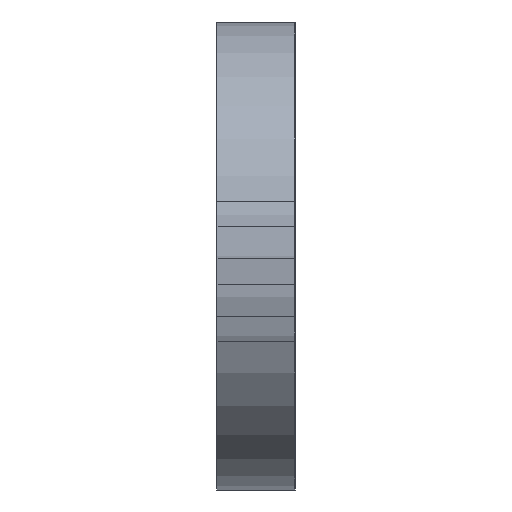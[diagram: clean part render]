
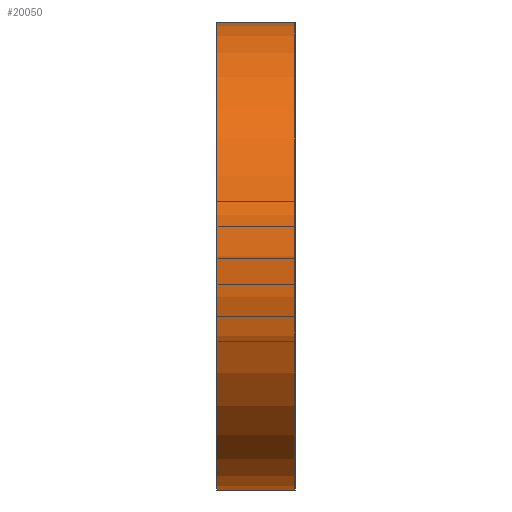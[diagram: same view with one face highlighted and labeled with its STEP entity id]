
A CAD part, left-side view. The second image highlights one B-rep face of the part: STEP entity #20050.
In plain terms, the highlighted cylindrical face has radius 38.1 mm (diameter 76.2 mm), a partial arc.
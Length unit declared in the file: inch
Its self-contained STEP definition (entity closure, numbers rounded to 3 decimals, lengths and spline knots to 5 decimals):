
#258 = VERTEX_POINT ( 'NONE', #4012 ) ;
#1043 = EDGE_CURVE ( 'NONE', #7407, #258, #6582, .T. ) ;
#1965 = DIRECTION ( 'NONE',  ( 0., 1., 0. ) ) ;
#3552 = CARTESIAN_POINT ( 'NONE',  ( -9.55006, 0.5, 0. ) ) ;
#4012 = CARTESIAN_POINT ( 'NONE',  ( -9.55006, 0.5, 1.5 ) ) ;
#4306 = DIRECTION ( 'NONE',  ( 0., 1., 0. ) ) ;
#5017 = FACE_OUTER_BOUND ( 'NONE', #15434, .T. ) ;
#5610 = AXIS2_PLACEMENT_3D ( 'NONE', #14557, #1965, #16664 ) ;
#5687 = DIRECTION ( 'NONE',  ( 0., 0., -1. ) ) ;
#6282 = CARTESIAN_POINT ( 'NONE',  ( -9.55006, 0., 1.5 ) ) ;
#6582 = CIRCLE ( 'NONE', #18688, 1.5 ) ;
#7407 = VERTEX_POINT ( 'NONE', #24300 ) ;
#7576 = EDGE_CURVE ( 'NONE', #258, #24377, #17832, .T. ) ;
#9544 = CARTESIAN_POINT ( 'NONE',  ( -9.55006, 0.5, -1.5 ) ) ;
#10067 = EDGE_CURVE ( 'NONE', #7407, #11319, #15177, .T. ) ;
#10098 = ORIENTED_EDGE ( 'NONE', *, *, #1043, .F. ) ;
#11319 = VERTEX_POINT ( 'NONE', #20073 ) ;
#12129 = ORIENTED_EDGE ( 'NONE', *, *, #7576, .F. ) ;
#14431 = CARTESIAN_POINT ( 'NONE',  ( -9.55006, 0.5, 1.5 ) ) ;
#14557 = CARTESIAN_POINT ( 'NONE',  ( -9.55006, 0., 0. ) ) ;
#15177 = LINE ( 'NONE', #9544, #25633 ) ;
#15434 = EDGE_LOOP ( 'NONE', ( #25196, #12129, #10098, #20430 ) ) ;
#16128 = DIRECTION ( 'NONE',  ( 0., -1., 0. ) ) ;
#16538 = DIRECTION ( 'NONE',  ( 0., -1., 0. ) ) ;
#16664 = DIRECTION ( 'NONE',  ( 0., 0., 1. ) ) ;
#16861 = CARTESIAN_POINT ( 'NONE',  ( -9.55006, 0.5, 0. ) ) ;
#17175 = VECTOR ( 'NONE', #16538, 39.37008 ) ;
#17832 = LINE ( 'NONE', #14431, #17175 ) ;
#18446 = CIRCLE ( 'NONE', #5610, 1.5 ) ;
#18688 = AXIS2_PLACEMENT_3D ( 'NONE', #16861, #4306, #18971 ) ;
#18760 = AXIS2_PLACEMENT_3D ( 'NONE', #3552, #16128, #5687 ) ;
#18971 = DIRECTION ( 'NONE',  ( 0., 0., 1. ) ) ;
#19957 = DIRECTION ( 'NONE',  ( 0., -1., 0. ) ) ;
#20050 = ADVANCED_FACE ( 'NONE', ( #5017 ), #25972, .T. ) ;
#20073 = CARTESIAN_POINT ( 'NONE',  ( -9.55006, 0., -1.5 ) ) ;
#20169 = EDGE_CURVE ( 'NONE', #11319, #24377, #18446, .T. ) ;
#20430 = ORIENTED_EDGE ( 'NONE', *, *, #10067, .T. ) ;
#24300 = CARTESIAN_POINT ( 'NONE',  ( -9.55006, 0.5, -1.5 ) ) ;
#24377 = VERTEX_POINT ( 'NONE', #6282 ) ;
#25196 = ORIENTED_EDGE ( 'NONE', *, *, #20169, .T. ) ;
#25633 = VECTOR ( 'NONE', #19957, 39.37008 ) ;
#25972 = CYLINDRICAL_SURFACE ( 'NONE', #18760, 1.5 ) ;
